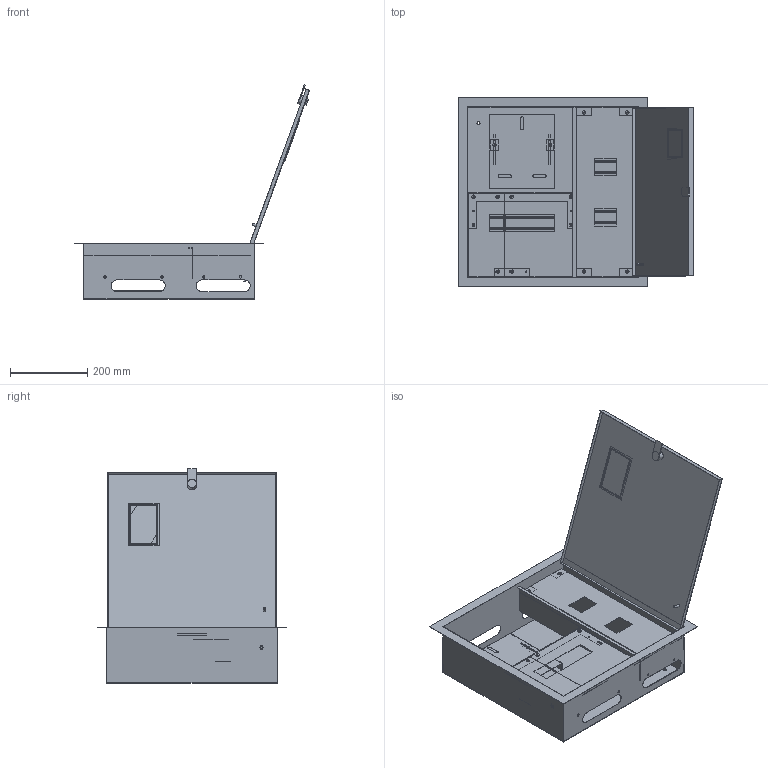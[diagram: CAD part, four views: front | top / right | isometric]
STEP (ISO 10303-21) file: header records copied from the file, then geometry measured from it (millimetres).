
FILE_DESCRIPTION (( 'STEP AP214' ), '1' );
FILE_NAME ('ShURV-1_15zo-1.STEP', '2017-01-10T07:48:44', ( 'user' ), ( '' ), 'SwSTEP 2.0', 'SolidWorks 2014', '' );
FILE_SCHEMA (( 'AUTOMOTIVE_DESIGN' ));
Length unit declared in the file: millimetre
Products named in the file (11): SC GOST 17473_gost_‚¨­â A.M5x10 ƒŽ‘’ 17473-80; Panel_Prav; DIN-Reika_1; Panel_D_-00; STEKLO_IEK; Dver_SHURV_1_9; Panel_Lev; Obolochka_SHURV_1_15; Panel_-00; DIN-Reika_5; ShURV-1_15zo-1
Assembly tree (28 placements, depth 2):
  ShURV-1_15zo-1
    Obolochka_SHURV_1_15
    DIN-Reika_5
    Panel_-00
    Panel_Lev
    Panel_Prav
    Dver_SHURV_1_9
    STEKLO_IEK
    SC GOST 17473_gost_‚¨­â A.M5x10 ƒŽ‘’ 17473-80  x18
    DIN-Reika_1  x2
    Panel_D_-00
Bounding box: 609.04 x 490 x 555.16 mm (x, y, z)
Volume: 858741.9 mm3; surface area: 1897196.7 mm2
Topology: 31 solids, 31 shells, 701 faces, 1680 edges, 1082 vertices
Faces by surface type: plane 455, cylinder 196, sphere 36, cone 14
Entity records: 16098 total; most frequent: DIRECTION 2686, CARTESIAN_POINT 2653, ORIENTED_EDGE 2572, EDGE_CURVE 1286, VECTOR 960, LINE 960, AXIS2_PLACEMENT_3D 863, VERTEX_POINT 830
